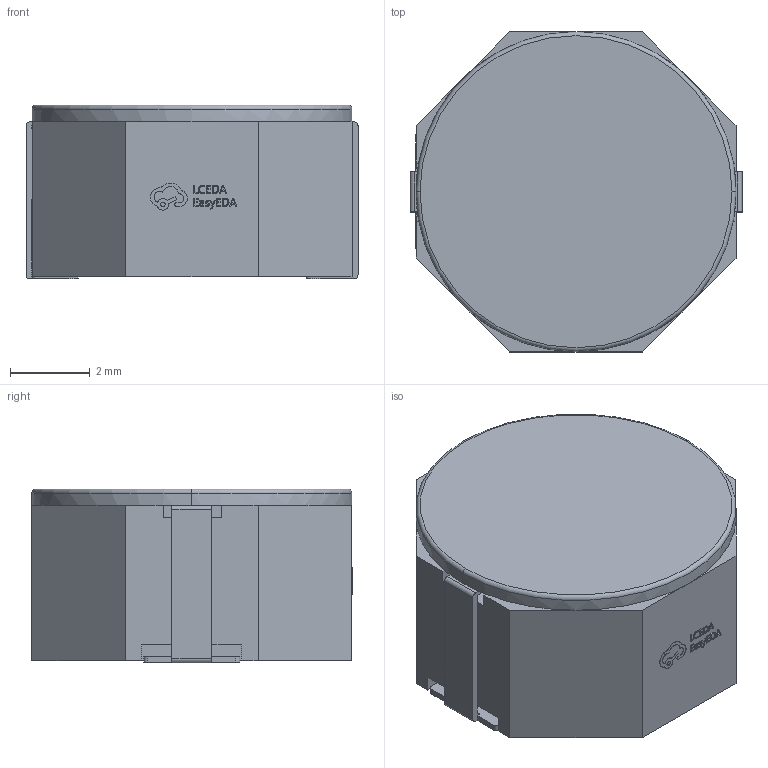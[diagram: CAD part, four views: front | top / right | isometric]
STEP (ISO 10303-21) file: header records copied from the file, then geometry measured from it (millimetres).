
FILE_DESCRIPTION (( 'STEP AP214' ), '1' );
FILE_NAME ('IND-SMD_L8.0-W8.0-YPRH8D43-101M.step', '2022-07-09T00:57:24', ( '' ), ( '' ), 'SwSTEP 2.0', 'SolidWorks 2020', '' );
FILE_SCHEMA (( 'AUTOMOTIVE_DESIGN' ));
Length unit declared in the file: millimetre
Products named in the file (1): IND-SMD_L8.0-W8.0-YPRH8D43-101M
Bounding box: 8.3 x 8.01 x 4.35 mm (x, y, z)
Volume: 224.7 mm3; surface area: 248.8 mm2
Topology: 1 solids, 1 shells, 370 faces, 1006 edges, 664 vertices
Faces by surface type: plane 238, bspline 114, cylinder 16, torus 2
Entity records: 16458 total; most frequent: CARTESIAN_POINT 4403, ORIENTED_EDGE 2012, DIRECTION 1334, EDGE_CURVE 1006, VECTOR 728, LINE 728, VERTEX_POINT 664, EDGE_LOOP 396
